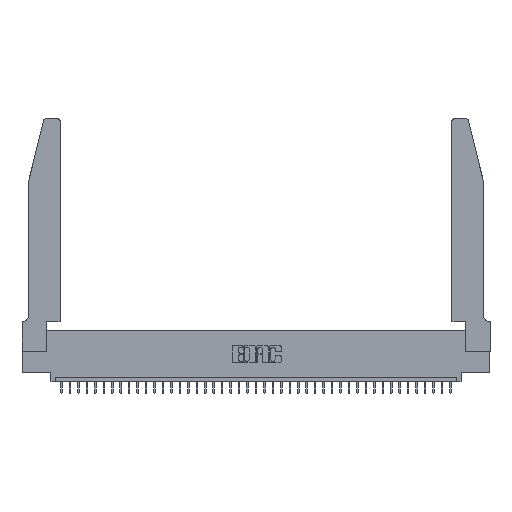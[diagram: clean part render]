
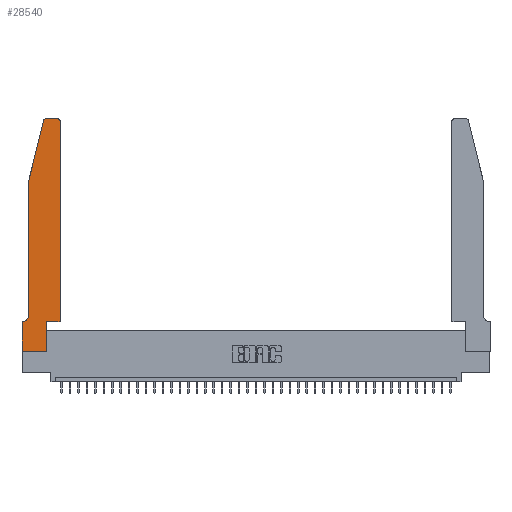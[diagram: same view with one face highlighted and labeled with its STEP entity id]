
A CAD part, top view. The second image highlights one B-rep face of the part: STEP entity #28540.
In plain terms, the highlighted planar face has unit normal (0, 0, 1).
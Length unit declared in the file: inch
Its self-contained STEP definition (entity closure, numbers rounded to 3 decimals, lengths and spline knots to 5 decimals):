
#802 = VECTOR ( 'NONE', #30257, 39.37008 ) ;
#1576 = LINE ( 'NONE', #17441, #11160 ) ;
#1589 = CARTESIAN_POINT ( 'NONE',  ( 0.0755, 0.42, 0.37 ) ) ;
#1615 = DIRECTION ( 'NONE',  ( -1., 0., 0. ) ) ;
#1908 = DIRECTION ( 'NONE',  ( 1., 0., 0. ) ) ;
#2106 = EDGE_CURVE ( 'NONE', #20040, #11384, #12530, .T. ) ;
#3077 = VECTOR ( 'NONE', #38065, 39.37008 ) ;
#3980 = ORIENTED_EDGE ( 'NONE', *, *, #33286, .T. ) ;
#4152 = DIRECTION ( 'NONE',  ( 1., 0., 0. ) ) ;
#4534 = CARTESIAN_POINT ( 'NONE',  ( 0., 0.35, 0.37 ) ) ;
#4704 = CIRCLE ( 'NONE', #5972, 0.07 ) ;
#5311 = FACE_OUTER_BOUND ( 'NONE', #12640, .T. ) ;
#5972 = AXIS2_PLACEMENT_3D ( 'NONE', #36812, #35127, #1615 ) ;
#6162 = VERTEX_POINT ( 'NONE', #7059 ) ;
#6588 = LINE ( 'NONE', #25040, #14580 ) ;
#7059 = CARTESIAN_POINT ( 'NONE',  ( 0.4505, 0.35, 0.37 ) ) ;
#7089 = CARTESIAN_POINT ( 'NONE',  ( 0.2865, 0.35, 0.37 ) ) ;
#7415 = CARTESIAN_POINT ( 'NONE',  ( 0.0755, 2., 0.37 ) ) ;
#8122 = DIRECTION ( 'NONE',  ( 1., 0., 0. ) ) ;
#8384 = VERTEX_POINT ( 'NONE', #4534 ) ;
#8653 = VERTEX_POINT ( 'NONE', #22182 ) ;
#9025 = VECTOR ( 'NONE', #34703, 39.37008 ) ;
#9471 = CARTESIAN_POINT ( 'NONE',  ( 0.284, 2.75, 0.37 ) ) ;
#10531 = ORIENTED_EDGE ( 'NONE', *, *, #20188, .T. ) ;
#10651 = CARTESIAN_POINT ( 'NONE',  ( 0., 0., 0.37 ) ) ;
#10758 = PLANE ( 'NONE',  #25407 ) ;
#10790 = LINE ( 'NONE', #38258, #3077 ) ;
#10961 = CARTESIAN_POINT ( 'NONE',  ( 0., 0.35, 0.37 ) ) ;
#11160 = VECTOR ( 'NONE', #26061, 39.37008 ) ;
#11384 = VERTEX_POINT ( 'NONE', #33738 ) ;
#11651 = EDGE_CURVE ( 'NONE', #6162, #21035, #35718, .T. ) ;
#11919 = VERTEX_POINT ( 'NONE', #32622 ) ;
#12530 = LINE ( 'NONE', #7089, #26349 ) ;
#12640 = EDGE_LOOP ( 'NONE', ( #33305, #30312, #10531, #21924, #14856, #29972, #38919, #3980, #33171, #23508, #30897, #17050 ) ) ;
#12813 = EDGE_CURVE ( 'NONE', #22857, #11919, #28695, .T. ) ;
#12814 = EDGE_CURVE ( 'NONE', #17767, #27246, #6588, .T. ) ;
#13095 = EDGE_CURVE ( 'NONE', #8653, #22857, #10790, .T. ) ;
#13947 = CARTESIAN_POINT ( 'NONE',  ( 0.4505, 0.35, 0.37 ) ) ;
#14580 = VECTOR ( 'NONE', #21650, 39.37008 ) ;
#14778 = EDGE_CURVE ( 'NONE', #11384, #6162, #17360, .T. ) ;
#14856 = ORIENTED_EDGE ( 'NONE', *, *, #33800, .T. ) ;
#14949 = CARTESIAN_POINT ( 'NONE',  ( 0.2865, 0., 0.37 ) ) ;
#17050 = ORIENTED_EDGE ( 'NONE', *, *, #23646, .T. ) ;
#17360 = LINE ( 'NONE', #13947, #38397 ) ;
#17441 = CARTESIAN_POINT ( 'NONE',  ( 0., 0., 0.37 ) ) ;
#17767 = VERTEX_POINT ( 'NONE', #7415 ) ;
#18017 = LINE ( 'NONE', #24436, #802 ) ;
#18202 = DIRECTION ( 'NONE',  ( 1., 0., 0. ) ) ;
#18336 = CARTESIAN_POINT ( 'NONE',  ( 0.0755, 0.35, 0.37 ) ) ;
#18946 = DIRECTION ( 'NONE',  ( 0., 1., 0. ) ) ;
#19705 = AXIS2_PLACEMENT_3D ( 'NONE', #34061, #33874, #4152 ) ;
#20040 = VERTEX_POINT ( 'NONE', #14949 ) ;
#20066 = EDGE_CURVE ( 'NONE', #20482, #8384, #39603, .T. ) ;
#20188 = EDGE_CURVE ( 'NONE', #11919, #17767, #38709, .T. ) ;
#20482 = VERTEX_POINT ( 'NONE', #31083 ) ;
#21035 = VERTEX_POINT ( 'NONE', #26570 ) ;
#21650 = DIRECTION ( 'NONE',  ( 0., -1., 0. ) ) ;
#21924 = ORIENTED_EDGE ( 'NONE', *, *, #12814, .T. ) ;
#22182 = CARTESIAN_POINT ( 'NONE',  ( 0.4205, 2.75, 0.37 ) ) ;
#22857 = VERTEX_POINT ( 'NONE', #9471 ) ;
#22992 = DIRECTION ( 'NONE',  ( 0., 0., 1. ) ) ;
#23215 = AXIS2_PLACEMENT_3D ( 'NONE', #24427, #30444, #18202 ) ;
#23490 = DIRECTION ( 'NONE',  ( -0.239, -0.971, 0. ) ) ;
#23508 = ORIENTED_EDGE ( 'NONE', *, *, #14778, .T. ) ;
#23646 = EDGE_CURVE ( 'NONE', #21035, #8653, #36038, .T. ) ;
#24427 = CARTESIAN_POINT ( 'NONE',  ( 0.4205, 2.72, 0.37 ) ) ;
#24436 = CARTESIAN_POINT ( 'NONE',  ( 0., 0., 0.37 ) ) ;
#25037 = VECTOR ( 'NONE', #23490, 39.37008 ) ;
#25040 = CARTESIAN_POINT ( 'NONE',  ( 0.0755, 2., 0.37 ) ) ;
#25407 = AXIS2_PLACEMENT_3D ( 'NONE', #10961, #22992, #1908 ) ;
#25847 = EDGE_CURVE ( 'NONE', #8384, #37102, #1576, .T. ) ;
#26061 = DIRECTION ( 'NONE',  ( 0., -1., 0. ) ) ;
#26349 = VECTOR ( 'NONE', #18946, 39.37008 ) ;
#26570 = CARTESIAN_POINT ( 'NONE',  ( 0.4505, 2.72, 0.37 ) ) ;
#26693 = VECTOR ( 'NONE', #35524, 39.37008 ) ;
#26697 = CARTESIAN_POINT ( 'NONE',  ( 0.4505, 0.35, 0.37 ) ) ;
#27246 = VERTEX_POINT ( 'NONE', #1589 ) ;
#28540 = ADVANCED_FACE ( 'NONE', ( #5311 ), #10758, .T. ) ;
#28695 = CIRCLE ( 'NONE', #19705, 0.03 ) ;
#29972 = ORIENTED_EDGE ( 'NONE', *, *, #20066, .T. ) ;
#30257 = DIRECTION ( 'NONE',  ( 1., 0., 0. ) ) ;
#30312 = ORIENTED_EDGE ( 'NONE', *, *, #12813, .T. ) ;
#30444 = DIRECTION ( 'NONE',  ( 0., 0., 1. ) ) ;
#30897 = ORIENTED_EDGE ( 'NONE', *, *, #11651, .T. ) ;
#31083 = CARTESIAN_POINT ( 'NONE',  ( 0.0055, 0.35, 0.37 ) ) ;
#32111 = CARTESIAN_POINT ( 'NONE',  ( 0.0755, 2., 0.37 ) ) ;
#32622 = CARTESIAN_POINT ( 'NONE',  ( 0.25487, 2.72718, 0.37 ) ) ;
#33171 = ORIENTED_EDGE ( 'NONE', *, *, #2106, .T. ) ;
#33286 = EDGE_CURVE ( 'NONE', #37102, #20040, #18017, .T. ) ;
#33305 = ORIENTED_EDGE ( 'NONE', *, *, #13095, .T. ) ;
#33738 = CARTESIAN_POINT ( 'NONE',  ( 0.2865, 0.35, 0.37 ) ) ;
#33800 = EDGE_CURVE ( 'NONE', #27246, #20482, #4704, .T. ) ;
#33874 = DIRECTION ( 'NONE',  ( 0., 0., 1. ) ) ;
#34061 = CARTESIAN_POINT ( 'NONE',  ( 0.284, 2.72, 0.37 ) ) ;
#34703 = DIRECTION ( 'NONE',  ( -1., 0., 0. ) ) ;
#35127 = DIRECTION ( 'NONE',  ( 0., 0., -1. ) ) ;
#35524 = DIRECTION ( 'NONE',  ( 0., 1., 0. ) ) ;
#35718 = LINE ( 'NONE', #26697, #26693 ) ;
#36038 = CIRCLE ( 'NONE', #23215, 0.03 ) ;
#36812 = CARTESIAN_POINT ( 'NONE',  ( 0.0055, 0.42, 0.37 ) ) ;
#37102 = VERTEX_POINT ( 'NONE', #10651 ) ;
#38065 = DIRECTION ( 'NONE',  ( -1., 0., 0. ) ) ;
#38258 = CARTESIAN_POINT ( 'NONE',  ( 0.2605, 2.75, 0.37 ) ) ;
#38397 = VECTOR ( 'NONE', #8122, 39.37008 ) ;
#38709 = LINE ( 'NONE', #32111, #25037 ) ;
#38919 = ORIENTED_EDGE ( 'NONE', *, *, #25847, .T. ) ;
#39603 = LINE ( 'NONE', #18336, #9025 ) ;
